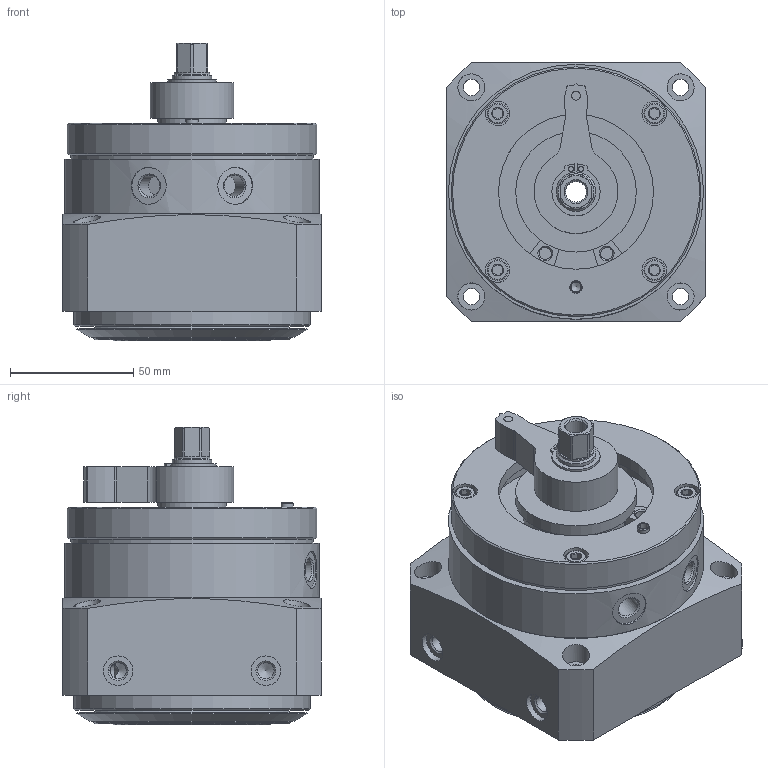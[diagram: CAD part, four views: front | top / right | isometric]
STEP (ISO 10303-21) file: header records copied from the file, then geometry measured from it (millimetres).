
FILE_DESCRIPTION(/* description */ ('STEP AP214'),/* implementation_level */ '2;1');
FILE_NAME(/* name */ '1369113_DSM-32-270-HD-A-B',/* time_stamp */ '2024-08-21T18:24:35+02:00',/* author */ ('License CC BY-ND 4.0'),/* organization */ ('CADENAS'),/* preprocessor_version */ 'ST-DEVELOPER v19.3',/* originating_system */ 'PARTsolutions',/* authorisation */ ' ');
FILE_SCHEMA (('AUTOMOTIVE_DESIGN {1 0 10303 214 3 1 1}'));
Length unit declared in the file: millimetre
Products named in the file (4): 1369113 DSM-32-270-HD-A-B---(0); 1371960 DSM-32-270-HD---(Geh); 342622 DSM-32_NS; 1371960 DSM-32-270-HD---(Kol)
Assembly tree (4 placements, depth 2):
  1369113 DSM-32-270-HD-A-B---(0)
    1371960 DSM-32-270-HD---(Geh)
    342622 DSM-32_NS  x2
    1371960 DSM-32-270-HD---(Kol)
Bounding box: 105 x 105 x 121 mm (x, y, z)
Volume: 672337.1 mm3; surface area: 129369.5 mm2
Topology: 4 solids, 4 shells, 360 faces, 779 edges, 503 vertices
Faces by surface type: plane 176, cylinder 119, cone 57, torus 8
Full cylindrical faces by diameter (mm): 2 x2, 2.1 x2, 3.7 x2, 4.134 x4, 4.917 x2, 5 x1, 6.647 x10, 6.8 x4, 7 x4, 8.5 x4, 8.566 x3, 10 x8, 11 x8, 12 x6, 14.5 x1, 15 x3, 15.2 x1, 16 x2, 20 x3, 27 x2, 28 x1, 43 x1, 49 x1, 63 x1, 72 x1, 72.5 x2, 80 x2, 82 x1, 83 x1, 96 x1
Entity records: 9944 total; most frequent: CARTESIAN_POINT 1664, DIRECTION 1525, ORIENTED_EDGE 1154, AXIS2_PLACEMENT_3D 644, FACE_BOUND 588, EDGE_LOOP 583, EDGE_CURVE 577, VERTEX_POINT 455
